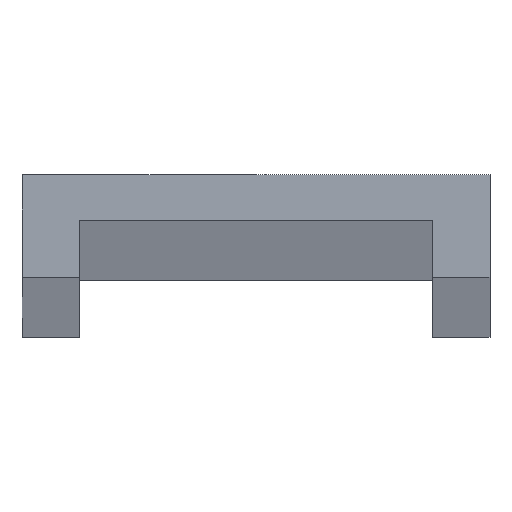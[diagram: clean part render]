
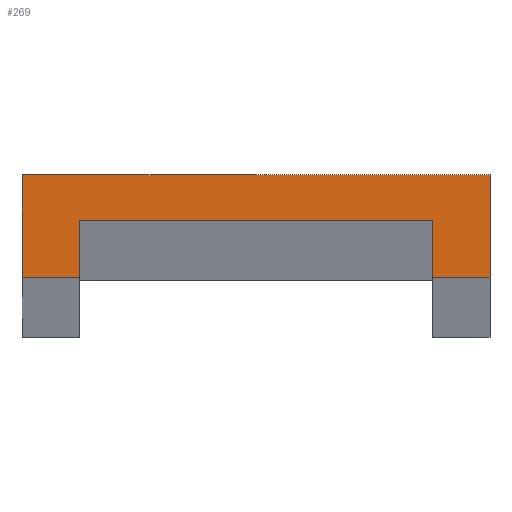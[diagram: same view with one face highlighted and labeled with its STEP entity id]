
A CAD part, top view. The second image highlights one B-rep face of the part: STEP entity #269.
In plain terms, the highlighted planar face has unit normal (0, 0, 1).
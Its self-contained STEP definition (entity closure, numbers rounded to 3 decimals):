
#1 = FACE_OUTER_BOUND ( 'NONE', #101, .T. ) ;
#13 = CARTESIAN_POINT ( 'NONE',  ( 20.5, -9., 0. ) ) ;
#16 = VERTEX_POINT ( 'NONE', #317 ) ;
#19 = ORIENTED_EDGE ( 'NONE', *, *, #185, .T. ) ;
#20 = CARTESIAN_POINT ( 'NONE',  ( -15.5, -9., 0. ) ) ;
#25 = VECTOR ( 'NONE', #187, 1000. ) ;
#27 = CARTESIAN_POINT ( 'NONE',  ( 20.5, 0., 0. ) ) ;
#30 = LINE ( 'NONE', #27, #162 ) ;
#42 = CARTESIAN_POINT ( 'NONE',  ( -20.5, 0., 0. ) ) ;
#45 = ORIENTED_EDGE ( 'NONE', *, *, #235, .T. ) ;
#50 = VERTEX_POINT ( 'NONE', #104 ) ;
#54 = EDGE_CURVE ( 'NONE', #282, #121, #240, .T. ) ;
#66 = VECTOR ( 'NONE', #268, 1000. ) ;
#76 = EDGE_CURVE ( 'NONE', #201, #50, #30, .T. ) ;
#88 = CARTESIAN_POINT ( 'NONE',  ( -20.5, -9., 0. ) ) ;
#92 = VECTOR ( 'NONE', #154, 1000. ) ;
#98 = ORIENTED_EDGE ( 'NONE', *, *, #76, .T. ) ;
#101 = EDGE_LOOP ( 'NONE', ( #211, #45, #226, #145, #168, #19, #98, #125 ) ) ;
#103 = AXIS2_PLACEMENT_3D ( 'NONE', #303, #118, #257 ) ;
#104 = CARTESIAN_POINT ( 'NONE',  ( 20.5, 0., 0. ) ) ;
#108 = EDGE_CURVE ( 'NONE', #258, #174, #113, .T. ) ;
#109 = LINE ( 'NONE', #111, #220 ) ;
#111 = CARTESIAN_POINT ( 'NONE',  ( 15.5, -9., 0. ) ) ;
#113 = LINE ( 'NONE', #189, #92 ) ;
#118 = DIRECTION ( 'NONE',  ( 0., 0., 1. ) ) ;
#121 = VERTEX_POINT ( 'NONE', #88 ) ;
#125 = ORIENTED_EDGE ( 'NONE', *, *, #153, .T. ) ;
#134 = EDGE_CURVE ( 'NONE', #140, #16, #109, .T. ) ;
#137 = PLANE ( 'NONE',  #103 ) ;
#140 = VERTEX_POINT ( 'NONE', #190 ) ;
#145 = ORIENTED_EDGE ( 'NONE', *, *, #183, .T. ) ;
#153 = EDGE_CURVE ( 'NONE', #50, #282, #328, .T. ) ;
#154 = DIRECTION ( 'NONE',  ( 0., 1., 0. ) ) ;
#158 = DIRECTION ( 'NONE',  ( 1., 0., 0. ) ) ;
#162 = VECTOR ( 'NONE', #238, 1000. ) ;
#168 = ORIENTED_EDGE ( 'NONE', *, *, #134, .T. ) ;
#174 = VERTEX_POINT ( 'NONE', #326 ) ;
#180 = CARTESIAN_POINT ( 'NONE',  ( -20.5, 0., 0. ) ) ;
#183 = EDGE_CURVE ( 'NONE', #174, #140, #295, .T. ) ;
#185 = EDGE_CURVE ( 'NONE', #16, #201, #300, .T. ) ;
#187 = DIRECTION ( 'NONE',  ( -1., 0., 0. ) ) ;
#189 = CARTESIAN_POINT ( 'NONE',  ( -15.5, -4., 0. ) ) ;
#190 = CARTESIAN_POINT ( 'NONE',  ( 15.5, -4., 0. ) ) ;
#191 = CARTESIAN_POINT ( 'NONE',  ( 15.5, -4., 0. ) ) ;
#201 = VERTEX_POINT ( 'NONE', #13 ) ;
#211 = ORIENTED_EDGE ( 'NONE', *, *, #54, .T. ) ;
#220 = VECTOR ( 'NONE', #298, 1000. ) ;
#221 = CARTESIAN_POINT ( 'NONE',  ( -20.5, 0., 0. ) ) ;
#225 = LINE ( 'NONE', #249, #329 ) ;
#226 = ORIENTED_EDGE ( 'NONE', *, *, #108, .T. ) ;
#235 = EDGE_CURVE ( 'NONE', #121, #258, #225, .T. ) ;
#238 = DIRECTION ( 'NONE',  ( 0., 1., 0. ) ) ;
#240 = LINE ( 'NONE', #180, #314 ) ;
#249 = CARTESIAN_POINT ( 'NONE',  ( -20.5, -9., 0. ) ) ;
#257 = DIRECTION ( 'NONE',  ( 1., 0., 0. ) ) ;
#258 = VERTEX_POINT ( 'NONE', #20 ) ;
#267 = DIRECTION ( 'NONE',  ( 0., -1., 0. ) ) ;
#268 = DIRECTION ( 'NONE',  ( 1., 0., 0. ) ) ;
#269 = ADVANCED_FACE ( 'NONE', ( #1 ), #137, .T. ) ;
#272 = CARTESIAN_POINT ( 'NONE',  ( 20.5, -9., 0. ) ) ;
#281 = VECTOR ( 'NONE', #158, 1000. ) ;
#282 = VERTEX_POINT ( 'NONE', #42 ) ;
#295 = LINE ( 'NONE', #191, #66 ) ;
#298 = DIRECTION ( 'NONE',  ( 0., -1., 0. ) ) ;
#300 = LINE ( 'NONE', #272, #281 ) ;
#302 = DIRECTION ( 'NONE',  ( 1., 0., 0. ) ) ;
#303 = CARTESIAN_POINT ( 'NONE',  ( 0., 0., 0. ) ) ;
#314 = VECTOR ( 'NONE', #267, 1000. ) ;
#317 = CARTESIAN_POINT ( 'NONE',  ( 15.5, -9., 0. ) ) ;
#326 = CARTESIAN_POINT ( 'NONE',  ( -15.5, -4., 0. ) ) ;
#328 = LINE ( 'NONE', #221, #25 ) ;
#329 = VECTOR ( 'NONE', #302, 1000. ) ;
